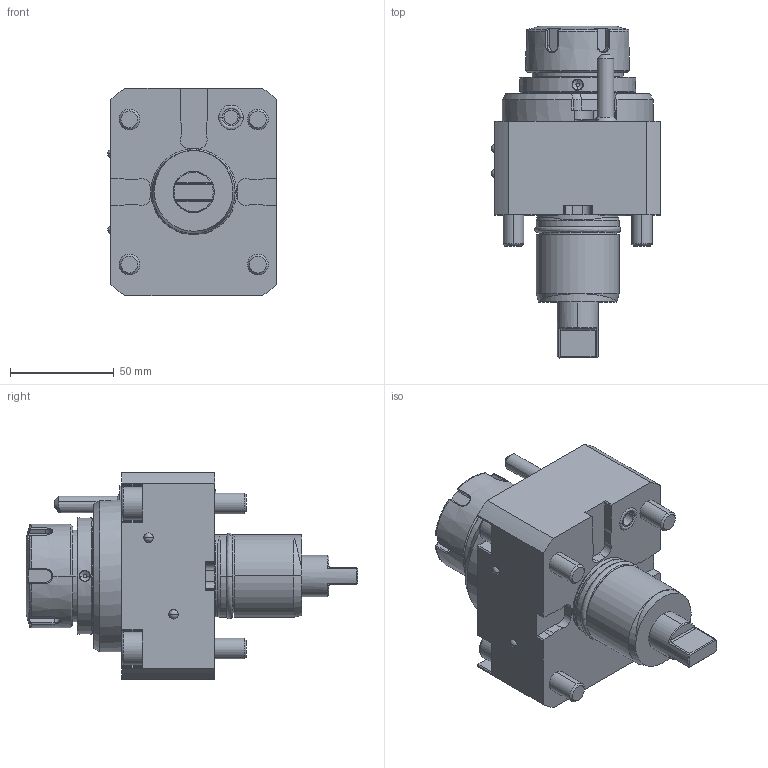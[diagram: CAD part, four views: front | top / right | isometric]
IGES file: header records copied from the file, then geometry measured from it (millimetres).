
Start section:  PTC IGES file: ngt2_40_101_32_1_12k_ms.igs
Global section: file name: ngt2_40_101_32_1_12k_ms.igs; native system: Pro/ENGINEER by Parametric Technology Corporation; preprocessor: 2010280; author: vali; organization: Unknown; date: 20201207.124545; units: millimetre
Bounding box: 81.6 x 160.1 x 100 mm (x, y, z)
Volume: 528981.5 mm3; surface area: 58124.5 mm2
Topology: 1 solids, 1 shells, 392 faces, 1032 edges, 660 vertices
Faces by surface type: revolution 209, bspline 183
